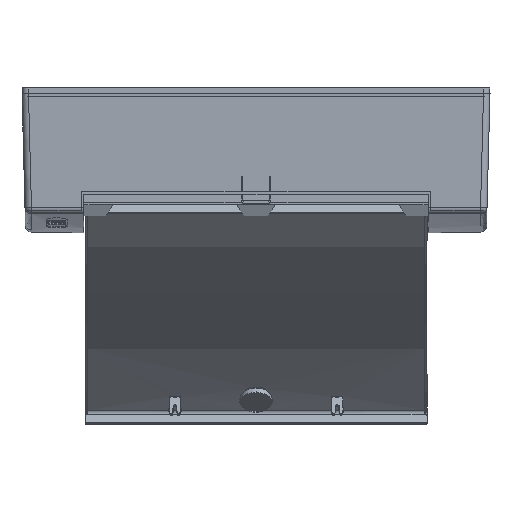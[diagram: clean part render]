
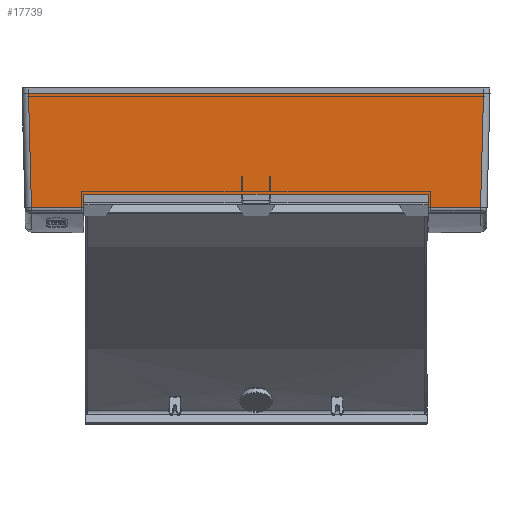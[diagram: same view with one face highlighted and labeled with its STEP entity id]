
A CAD part, left-side view. The second image highlights one B-rep face of the part: STEP entity #17739.
In plain terms, the highlighted face is planar.
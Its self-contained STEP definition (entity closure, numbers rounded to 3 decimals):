
#1395=LINE('',#25945,#2969);
#1414=LINE('',#25995,#2988);
#1446=LINE('',#26234,#3020);
#1447=LINE('',#26238,#3021);
#1448=LINE('',#26240,#3022);
#1449=LINE('',#26242,#3023);
#1450=LINE('',#26244,#3024);
#1451=LINE('',#26245,#3025);
#2969=VECTOR('',#21578,1000.);
#2988=VECTOR('',#21617,1000.);
#3020=VECTOR('',#21695,1000.);
#3021=VECTOR('',#21700,1000.);
#3022=VECTOR('',#21701,1000.);
#3023=VECTOR('',#21702,1000.);
#3024=VECTOR('',#21703,1000.);
#3025=VECTOR('',#21704,1000.);
#5809=ORIENTED_EDGE('',*,*,#8972,.T.);
#5810=ORIENTED_EDGE('',*,*,#8973,.F.);
#5811=ORIENTED_EDGE('',*,*,#8974,.T.);
#5812=ORIENTED_EDGE('',*,*,#8975,.T.);
#5813=ORIENTED_EDGE('',*,*,#8919,.T.);
#5814=ORIENTED_EDGE('',*,*,#8976,.F.);
#5815=ORIENTED_EDGE('',*,*,#8970,.F.);
#5816=ORIENTED_EDGE('',*,*,#8895,.T.);
#8895=EDGE_CURVE('',#10640,#10639,#1395,.T.);
#8919=EDGE_CURVE('',#10661,#10662,#1414,.T.);
#8970=EDGE_CURVE('',#10640,#10689,#1446,.T.);
#8972=EDGE_CURVE('',#10639,#10690,#1447,.T.);
#8973=EDGE_CURVE('',#10691,#10690,#1448,.T.);
#8974=EDGE_CURVE('',#10691,#10692,#1449,.T.);
#8975=EDGE_CURVE('',#10692,#10661,#1450,.T.);
#8976=EDGE_CURVE('',#10689,#10662,#1451,.T.);
#10639=VERTEX_POINT('',#25944);
#10640=VERTEX_POINT('',#25946);
#10661=VERTEX_POINT('',#25996);
#10662=VERTEX_POINT('',#25997);
#10689=VERTEX_POINT('',#26235);
#10690=VERTEX_POINT('',#26239);
#10691=VERTEX_POINT('',#26241);
#10692=VERTEX_POINT('',#26243);
#12267=EDGE_LOOP('',(#5809,#5810,#5811,#5812,#5813,#5814,#5815,#5816));
#13311=FACE_BOUND('',#12267,.T.);
#14160=PLANE('',#18788);
#17739=ADVANCED_FACE('',(#13311),#14160,.F.);
#18788=AXIS2_PLACEMENT_3D('',#26237,#21698,#21699);
#21578=DIRECTION('',(0.026,0.,1.));
#21617=DIRECTION('',(0.,-1.,0.));
#21695=DIRECTION('',(0.,-1.,0.));
#21698=DIRECTION('',(-1.,0.,0.026));
#21699=DIRECTION('',(-0.026,0.,-1.));
#21700=DIRECTION('',(0.,1.,0.));
#21701=DIRECTION('',(0.026,0.,1.));
#21702=DIRECTION('',(0.,1.,0.));
#21703=DIRECTION('',(0.026,0.026,0.999));
#21704=DIRECTION('',(0.026,-0.026,0.999));
#25944=CARTESIAN_POINT('',(141.378,47.75,-77.199));
#25945=CARTESIAN_POINT('',(141.105,47.75,-87.637));
#25946=CARTESIAN_POINT('',(141.105,47.75,-87.637));
#25995=CARTESIAN_POINT('',(143.4,180.25,0.));
#25996=CARTESIAN_POINT('',(143.4,355.502,0.));
#25997=CARTESIAN_POINT('',(143.4,4.998,0.));
#26234=CARTESIAN_POINT('',(141.105,180.25,-87.637));
#26235=CARTESIAN_POINT('',(141.105,7.293,-87.637));
#26237=CARTESIAN_POINT('',(143.4,180.25,0.));
#26238=CARTESIAN_POINT('',(141.378,47.75,-77.199));
#26239=CARTESIAN_POINT('',(141.378,312.75,-77.199));
#26240=CARTESIAN_POINT('',(141.105,312.75,-87.637));
#26241=CARTESIAN_POINT('',(141.105,312.75,-87.637));
#26242=CARTESIAN_POINT('',(141.105,180.25,-87.637));
#26243=CARTESIAN_POINT('',(141.105,353.207,-87.637));
#26244=CARTESIAN_POINT('',(143.28,355.382,-4.583));
#26245=CARTESIAN_POINT('',(143.28,5.118,-4.583));
